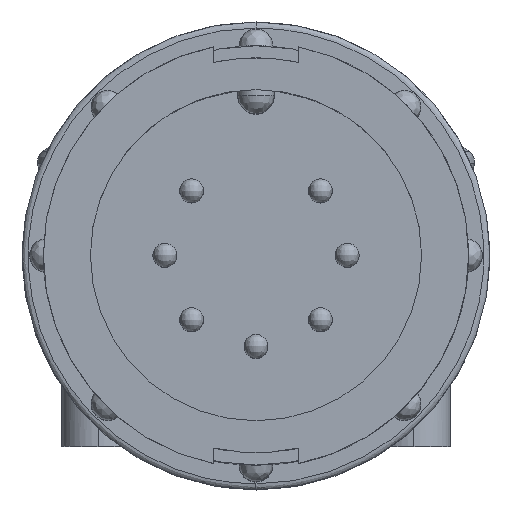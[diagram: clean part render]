
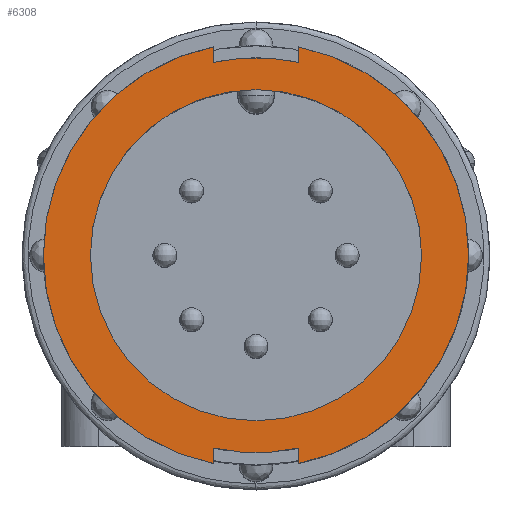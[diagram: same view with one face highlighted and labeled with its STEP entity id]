
A CAD part, top view. The second image highlights one B-rep face of the part: STEP entity #6308.
In plain terms, the highlighted planar face has unit normal (0, 0, 1).
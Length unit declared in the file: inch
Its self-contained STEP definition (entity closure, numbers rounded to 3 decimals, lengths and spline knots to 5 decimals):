
#76 = VECTOR ( 'NONE', #7739, 39.37008 ) ;
#79 = CIRCLE ( 'NONE', #3827, 0.2725 ) ;
#402 = DIRECTION ( 'NONE',  ( 1., 0., 0. ) ) ;
#481 = ORIENTED_EDGE ( 'NONE', *, *, #12935, .F. ) ;
#538 = CARTESIAN_POINT ( 'NONE',  ( -0.2725, 0., 0. ) ) ;
#581 = VERTEX_POINT ( 'NONE', #8512 ) ;
#666 = CARTESIAN_POINT ( 'NONE',  ( 0.07, -0.34293, 0. ) ) ;
#678 = CARTESIAN_POINT ( 'NONE',  ( -0.07, -0.34293, 0. ) ) ;
#785 = CARTESIAN_POINT ( 'NONE',  ( -0.35, 0., 0. ) ) ;
#899 = VERTEX_POINT ( 'NONE', #785 ) ;
#1017 = CARTESIAN_POINT ( 'NONE',  ( 0., 0.2725, 0. ) ) ;
#1090 = CIRCLE ( 'NONE', #5652, 0.2725 ) ;
#1096 = ORIENTED_EDGE ( 'NONE', *, *, #12560, .F. ) ;
#1147 = CARTESIAN_POINT ( 'NONE',  ( 0., 0., 0. ) ) ;
#1401 = ORIENTED_EDGE ( 'NONE', *, *, #6700, .F. ) ;
#1408 = LINE ( 'NONE', #1826, #9764 ) ;
#1442 = EDGE_CURVE ( 'NONE', #581, #7614, #10594, .T. ) ;
#1472 = VERTEX_POINT ( 'NONE', #7637 ) ;
#1826 = CARTESIAN_POINT ( 'NONE',  ( -0.07, 0.2725, 0. ) ) ;
#1834 = ORIENTED_EDGE ( 'NONE', *, *, #7826, .F. ) ;
#1904 = VECTOR ( 'NONE', #9554, 39.37008 ) ;
#1944 = EDGE_CURVE ( 'NONE', #1472, #2172, #1408, .T. ) ;
#2079 = ORIENTED_EDGE ( 'NONE', *, *, #2897, .F. ) ;
#2172 = VERTEX_POINT ( 'NONE', #12948 ) ;
#2205 = DIRECTION ( 'NONE',  ( 1., 0., 0. ) ) ;
#2403 = ORIENTED_EDGE ( 'NONE', *, *, #1442, .F. ) ;
#2414 = VERTEX_POINT ( 'NONE', #8094 ) ;
#2415 = FACE_BOUND ( 'NONE', #4156, .T. ) ;
#2785 = PLANE ( 'NONE',  #13028 ) ;
#2789 = VERTEX_POINT ( 'NONE', #666 ) ;
#2823 = CARTESIAN_POINT ( 'NONE',  ( 0., 0., 0. ) ) ;
#2897 = EDGE_CURVE ( 'NONE', #5823, #7166, #79, .T. ) ;
#3126 = ORIENTED_EDGE ( 'NONE', *, *, #3768, .F. ) ;
#3168 = LINE ( 'NONE', #6686, #76 ) ;
#3281 = CARTESIAN_POINT ( 'NONE',  ( 0.07, 0.31737, 0. ) ) ;
#3466 = DIRECTION ( 'NONE',  ( 0., 0., -1. ) ) ;
#3578 = CARTESIAN_POINT ( 'NONE',  ( 0., 0., 0. ) ) ;
#3676 = CIRCLE ( 'NONE', #7571, 0.35 ) ;
#3768 = EDGE_CURVE ( 'NONE', #7614, #899, #5954, .T. ) ;
#3793 = CARTESIAN_POINT ( 'NONE',  ( 0.07, 0.34293, 0. ) ) ;
#3827 = AXIS2_PLACEMENT_3D ( 'NONE', #3578, #10975, #402 ) ;
#3876 = DIRECTION ( 'NONE',  ( -1., 0., 0. ) ) ;
#4016 = DIRECTION ( 'NONE',  ( -1., 0., 0. ) ) ;
#4025 = CARTESIAN_POINT ( 'NONE',  ( 0., 0., 0. ) ) ;
#4156 = EDGE_LOOP ( 'NONE', ( #1834, #2079 ) ) ;
#4270 = AXIS2_PLACEMENT_3D ( 'NONE', #9797, #3466, #10830 ) ;
#4363 = DIRECTION ( 'NONE',  ( 0., 0., -1. ) ) ;
#4908 = CARTESIAN_POINT ( 'NONE',  ( -0.07, 0.2725, 0. ) ) ;
#5133 = DIRECTION ( 'NONE',  ( 0., 0., -1. ) ) ;
#5454 = DIRECTION ( 'NONE',  ( -1., 0., 0. ) ) ;
#5597 = CARTESIAN_POINT ( 'NONE',  ( 0., 0., 0. ) ) ;
#5652 = AXIS2_PLACEMENT_3D ( 'NONE', #1147, #8492, #2205 ) ;
#5823 = VERTEX_POINT ( 'NONE', #538 ) ;
#5954 = CIRCLE ( 'NONE', #9245, 0.35 ) ;
#6308 = ADVANCED_FACE ( 'NONE', ( #10453, #2415 ), #2785, .F. ) ;
#6511 = CARTESIAN_POINT ( 'NONE',  ( 0.07, 0., 0. ) ) ;
#6514 = ORIENTED_EDGE ( 'NONE', *, *, #9447, .F. ) ;
#6644 = CIRCLE ( 'NONE', #4270, 0.325 ) ;
#6656 = DIRECTION ( 'NONE',  ( 1., 0., 0. ) ) ;
#6686 = CARTESIAN_POINT ( 'NONE',  ( 0.07, 0.2725, 0. ) ) ;
#6700 = EDGE_CURVE ( 'NONE', #899, #1472, #8510, .T. ) ;
#6935 = CARTESIAN_POINT ( 'NONE',  ( 0.2725, 0., 0. ) ) ;
#7166 = VERTEX_POINT ( 'NONE', #6935 ) ;
#7252 = CARTESIAN_POINT ( 'NONE',  ( 0., 0., 0. ) ) ;
#7364 = CIRCLE ( 'NONE', #7861, 0.325 ) ;
#7378 = VERTEX_POINT ( 'NONE', #3281 ) ;
#7571 = AXIS2_PLACEMENT_3D ( 'NONE', #2823, #10157, #3876 ) ;
#7572 = DIRECTION ( 'NONE',  ( 0., 1., 0. ) ) ;
#7614 = VERTEX_POINT ( 'NONE', #678 ) ;
#7637 = CARTESIAN_POINT ( 'NONE',  ( -0.07, 0.34293, 0. ) ) ;
#7667 = EDGE_CURVE ( 'NONE', #12729, #2789, #3676, .T. ) ;
#7739 = DIRECTION ( 'NONE',  ( 0., 1., 0. ) ) ;
#7826 = EDGE_CURVE ( 'NONE', #7166, #5823, #1090, .T. ) ;
#7861 = AXIS2_PLACEMENT_3D ( 'NONE', #5597, #12876, #6656 ) ;
#7895 = EDGE_CURVE ( 'NONE', #2414, #581, #6644, .T. ) ;
#8094 = CARTESIAN_POINT ( 'NONE',  ( 0.07, -0.31737, 0. ) ) ;
#8183 = EDGE_LOOP ( 'NONE', ( #481, #1096, #13056, #1401, #3126, #2403, #11086, #6514, #11379 ) ) ;
#8492 = DIRECTION ( 'NONE',  ( 0., 0., 1. ) ) ;
#8510 = CIRCLE ( 'NONE', #11457, 0.35 ) ;
#8512 = CARTESIAN_POINT ( 'NONE',  ( -0.07, -0.31737, 0. ) ) ;
#9245 = AXIS2_PLACEMENT_3D ( 'NONE', #7252, #13057, #4016 ) ;
#9447 = EDGE_CURVE ( 'NONE', #2789, #2414, #3168, .T. ) ;
#9554 = DIRECTION ( 'NONE',  ( 0., -1., 0. ) ) ;
#9764 = VECTOR ( 'NONE', #10967, 39.37008 ) ;
#9797 = CARTESIAN_POINT ( 'NONE',  ( 0., 0., 0. ) ) ;
#10157 = DIRECTION ( 'NONE',  ( 0., 0., -1. ) ) ;
#10453 = FACE_OUTER_BOUND ( 'NONE', #8183, .T. ) ;
#10594 = LINE ( 'NONE', #4908, #1904 ) ;
#10830 = DIRECTION ( 'NONE',  ( 1., 0., 0. ) ) ;
#10933 = LINE ( 'NONE', #6511, #13320 ) ;
#10967 = DIRECTION ( 'NONE',  ( 0., -1., 0. ) ) ;
#10975 = DIRECTION ( 'NONE',  ( 0., 0., 1. ) ) ;
#11086 = ORIENTED_EDGE ( 'NONE', *, *, #7895, .F. ) ;
#11379 = ORIENTED_EDGE ( 'NONE', *, *, #7667, .F. ) ;
#11457 = AXIS2_PLACEMENT_3D ( 'NONE', #4025, #4363, #5454 ) ;
#12560 = EDGE_CURVE ( 'NONE', #2172, #7378, #7364, .T. ) ;
#12729 = VERTEX_POINT ( 'NONE', #3793 ) ;
#12876 = DIRECTION ( 'NONE',  ( 0., 0., -1. ) ) ;
#12935 = EDGE_CURVE ( 'NONE', #7378, #12729, #10933, .T. ) ;
#12948 = CARTESIAN_POINT ( 'NONE',  ( -0.07, 0.31737, 0. ) ) ;
#13028 = AXIS2_PLACEMENT_3D ( 'NONE', #1017, #5133, #13143 ) ;
#13056 = ORIENTED_EDGE ( 'NONE', *, *, #1944, .F. ) ;
#13057 = DIRECTION ( 'NONE',  ( 0., 0., -1. ) ) ;
#13143 = DIRECTION ( 'NONE',  ( -1., 0., 0. ) ) ;
#13320 = VECTOR ( 'NONE', #7572, 39.37008 ) ;
